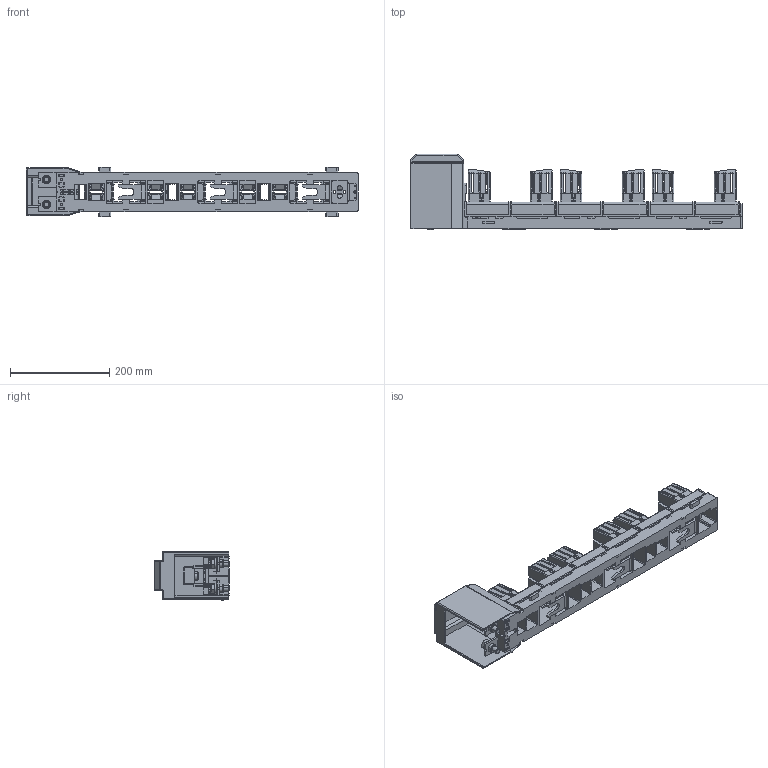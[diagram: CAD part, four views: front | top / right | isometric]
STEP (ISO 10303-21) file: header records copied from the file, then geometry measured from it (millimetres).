
FILE_DESCRIPTION (( 'STEP AP203' ), '1' );
FILE_NAME ('ÏÄÏ 3-M 630A Ó.STEP', '2022-10-17T19:33:34', ( '' ), ( '' ), 'SwSTEP 2.0', 'SolidWorks 2018', '' );
FILE_SCHEMA (( 'CONFIG_CONTROL_DESIGN' ));
Products named in the file (1): ﾏﾄﾏ3-M630A ﾓ
Bounding box: 668 x 152 x 99 mm (x, y, z)
Surface area: 590438.8 mm2 (no closed solid volume)
Topology: 0 solids, 74 shells, 2103 faces, 7362 edges, 5055 vertices
Faces by surface type: plane 1379, cylinder 523, torus 92, sphere 62, bspline 31, cone 16
Entity records: 78425 total; most frequent: CARTESIAN_POINT 17087, DIRECTION 12213, ORIENTED_EDGE 11921, EDGE_CURVE 7313, VECTOR 5741, LINE 5741, VERTEX_POINT 5055, AXIS2_PLACEMENT_3D 3236
